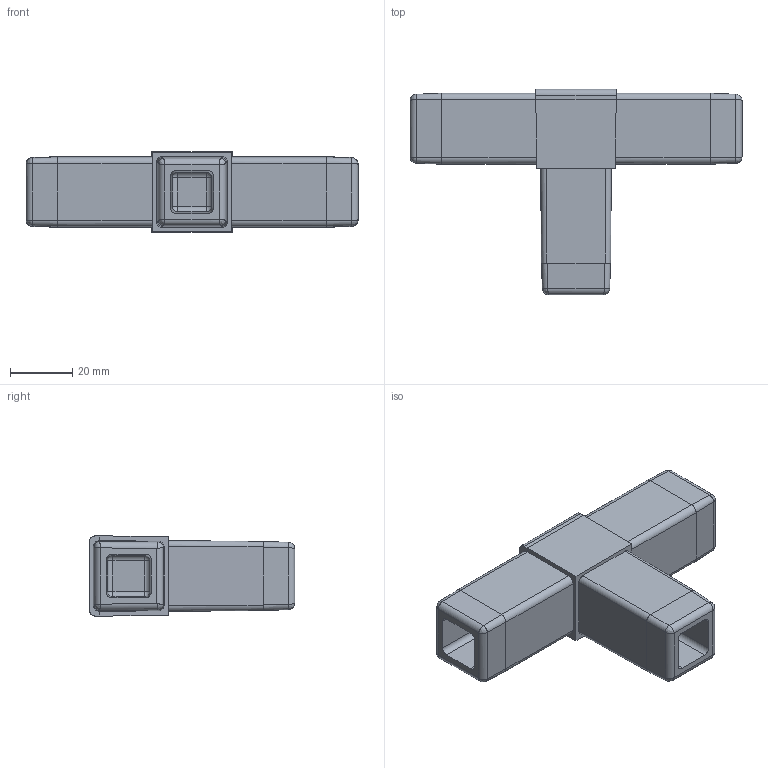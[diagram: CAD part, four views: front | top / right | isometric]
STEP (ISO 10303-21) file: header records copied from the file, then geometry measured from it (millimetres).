
FILE_DESCRIPTION(('STEP AP214'),'1');
FILE_NAME('Future 304 05.15.13.stp','2014-06-26T01:23:18',(' '),(' '),'Spatial InterOp 3D',' ',' ');
FILE_SCHEMA(('automotive_design'));
Length unit declared in the file: metre
Products named in the file (1): 1
Bounding box: 106.68 x 66.04 x 25.78 mm (x, y, z)
Volume: 51159 mm3; surface area: 21310.9 mm2
Topology: 1 solids, 1 shells, 138 faces, 336 edges, 188 vertices
Faces by surface type: cylinder 54, plane 52, bspline 20, sphere 12
Entity records: 7605 total; most frequent: CARTESIAN_POINT 3691, ORIENTED_EDGE 640, DIRECTION 486, EDGE_CURVE 320, VERTEX_POINT 188, LINE 168, VECTOR 168, AXIS2_PLACEMENT_3D 159
